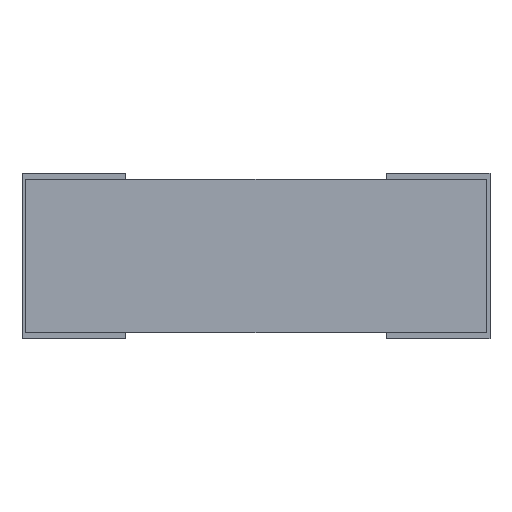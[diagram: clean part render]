
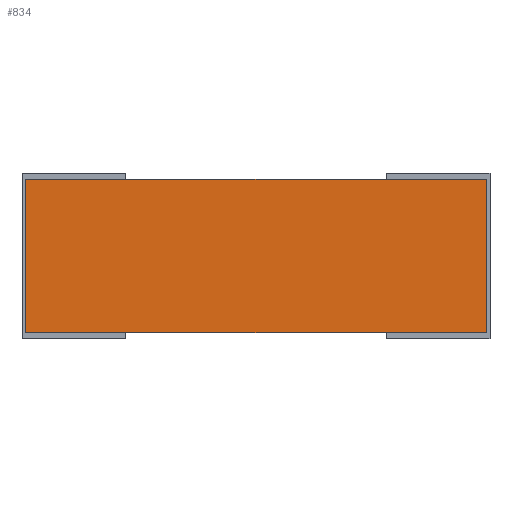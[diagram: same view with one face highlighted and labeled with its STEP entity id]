
A CAD part, front view. The second image highlights one B-rep face of the part: STEP entity #834.
In plain terms, the highlighted planar face has unit normal (0, -1, 0).
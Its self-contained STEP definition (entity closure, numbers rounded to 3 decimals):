
#6 = DIRECTION ( 'NONE',  ( 0., 0., 1. ) ) ;
#103 = CARTESIAN_POINT ( 'NONE',  ( 3., -1.245, 0.08 ) ) ;
#161 = EDGE_CURVE ( 'NONE', #512, #2667, #1089, .T. ) ;
#193 = CARTESIAN_POINT ( 'NONE',  ( 3., -1.245, 2.08 ) ) ;
#337 = EDGE_LOOP ( 'NONE', ( #2014, #1786, #2390, #659 ) ) ;
#351 = DIRECTION ( 'NONE',  ( 0., 0., -1. ) ) ;
#440 = CARTESIAN_POINT ( 'NONE',  ( -3., -1.245, 2.16 ) ) ;
#512 = VERTEX_POINT ( 'NONE', #103 ) ;
#541 = VECTOR ( 'NONE', #351, 1000. ) ;
#560 = CARTESIAN_POINT ( 'NONE',  ( 3., -1.245, 2.16 ) ) ;
#652 = VERTEX_POINT ( 'NONE', #193 ) ;
#659 = ORIENTED_EDGE ( 'NONE', *, *, #2517, .F. ) ;
#758 = CARTESIAN_POINT ( 'NONE',  ( -3., -1.245, 2.08 ) ) ;
#814 = AXIS2_PLACEMENT_3D ( 'NONE', #1428, #1203, #978 ) ;
#834 = ADVANCED_FACE ( 'NONE', ( #1669 ), #2802, .F. ) ;
#978 = DIRECTION ( 'NONE',  ( 0., 0., 1. ) ) ;
#1089 = LINE ( 'NONE', #2544, #2032 ) ;
#1203 = DIRECTION ( 'NONE',  ( 0., 1., 0. ) ) ;
#1362 = CARTESIAN_POINT ( 'NONE',  ( -3., -1.245, 0.08 ) ) ;
#1411 = EDGE_CURVE ( 'NONE', #652, #512, #2106, .T. ) ;
#1428 = CARTESIAN_POINT ( 'NONE',  ( -3.05, -1.245, 2.16 ) ) ;
#1595 = DIRECTION ( 'NONE',  ( -1., 0., 0. ) ) ;
#1669 = FACE_OUTER_BOUND ( 'NONE', #337, .T. ) ;
#1698 = DIRECTION ( 'NONE',  ( 1., 0., 0. ) ) ;
#1735 = LINE ( 'NONE', #440, #2053 ) ;
#1746 = VERTEX_POINT ( 'NONE', #758 ) ;
#1786 = ORIENTED_EDGE ( 'NONE', *, *, #1411, .F. ) ;
#2014 = ORIENTED_EDGE ( 'NONE', *, *, #161, .F. ) ;
#2032 = VECTOR ( 'NONE', #1595, 1000. ) ;
#2053 = VECTOR ( 'NONE', #6, 1000. ) ;
#2106 = LINE ( 'NONE', #560, #541 ) ;
#2315 = VECTOR ( 'NONE', #1698, 1000. ) ;
#2373 = LINE ( 'NONE', #2582, #2315 ) ;
#2390 = ORIENTED_EDGE ( 'NONE', *, *, #2801, .F. ) ;
#2517 = EDGE_CURVE ( 'NONE', #2667, #1746, #1735, .T. ) ;
#2544 = CARTESIAN_POINT ( 'NONE',  ( -3.05, -1.245, 0.08 ) ) ;
#2582 = CARTESIAN_POINT ( 'NONE',  ( 0., -1.245, 2.08 ) ) ;
#2667 = VERTEX_POINT ( 'NONE', #1362 ) ;
#2801 = EDGE_CURVE ( 'NONE', #1746, #652, #2373, .T. ) ;
#2802 = PLANE ( 'NONE',  #814 ) ;
